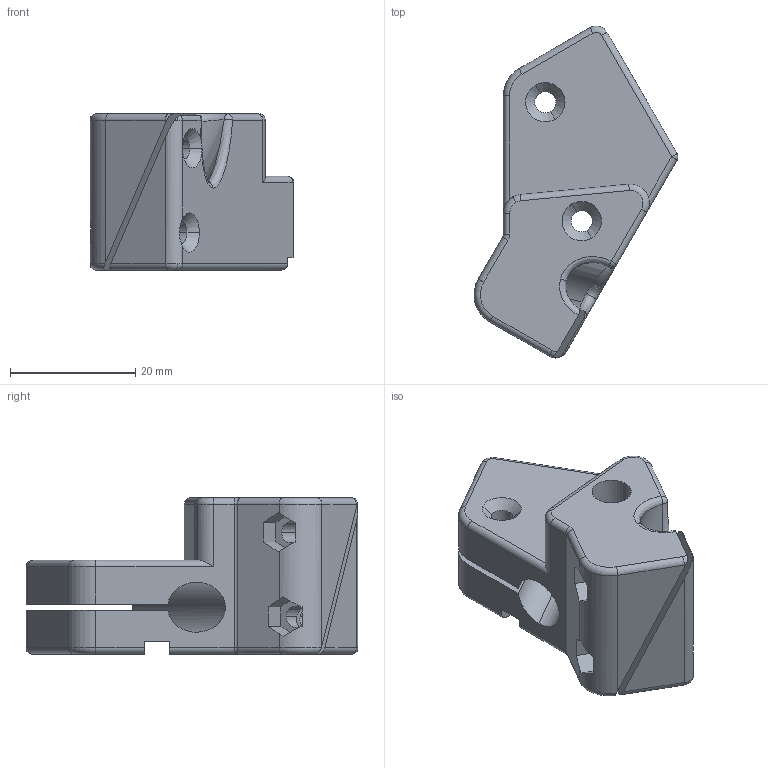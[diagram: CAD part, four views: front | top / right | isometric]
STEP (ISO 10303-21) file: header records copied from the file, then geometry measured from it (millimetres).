
FILE_DESCRIPTION (( 'STEP AP214' ), '1' );
FILE_NAME ('interface_b.STEP', '2023-07-17T12:28:11', ( '' ), ( '' ), 'SwSTEP 2.0', 'SolidWorks 2022', '' );
FILE_SCHEMA (( 'AUTOMOTIVE_DESIGN' ));
Length unit declared in the file: millimetre
Products named in the file (1): interface_b
Bounding box: 32.6 x 53.1 x 25 mm (x, y, z)
Volume: 15808.7 mm3; surface area: 7537.5 mm2
Topology: 1 solids, 1 shells, 119 faces, 317 edges, 196 vertices
Faces by surface type: cylinder 51, plane 36, torus 15, cone 8, bspline 5, sphere 4
Entity records: 3998 total; most frequent: CARTESIAN_POINT 1060, ORIENTED_EDGE 630, DIRECTION 607, EDGE_CURVE 315, AXIS2_PLACEMENT_3D 227, VERTEX_POINT 196, VECTOR 153, LINE 153
